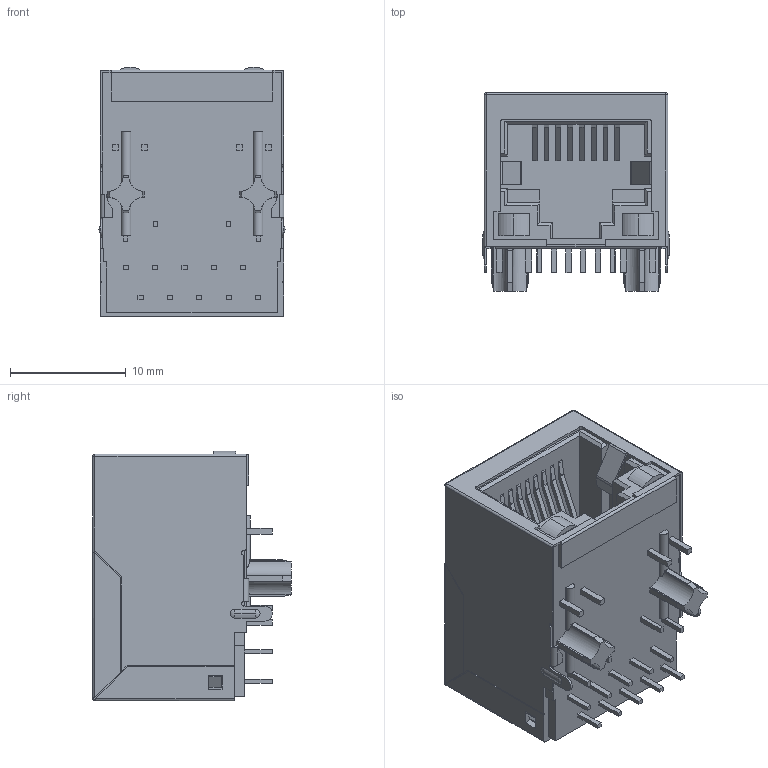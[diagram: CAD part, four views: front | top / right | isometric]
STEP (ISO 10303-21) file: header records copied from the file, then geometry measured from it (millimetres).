
FILE_DESCRIPTION (( 'STEP AP214' ), '1' );
FILE_NAME ('RJ45 Connector with Integrated Magnetics.STEP', '2022-07-19T03:29:08', ( '' ), ( '' ), 'SwSTEP 2.0', 'SolidWorks 2021', '' );
FILE_SCHEMA (( 'AUTOMOTIVE_DESIGN' ));
Length unit declared in the file: millimetre
Products named in the file (1): RJ45 Connector with Integrated Magnetics
Bounding box: 16.1 x 17.2 x 21.6 mm (x, y, z)
Volume: 3493.7 mm3; surface area: 2514.7 mm2
Topology: 31 solids, 31 shells, 522 faces, 1305 edges, 850 vertices
Faces by surface type: plane 423, cylinder 75, bspline 16, torus 4, sphere 4
Entity records: 17198 total; most frequent: CARTESIAN_POINT 3171, ORIENTED_EDGE 2600, DIRECTION 2419, EDGE_CURVE 1300, VECTOR 1083, LINE 1083, VERTEX_POINT 850, AXIS2_PLACEMENT_3D 668
